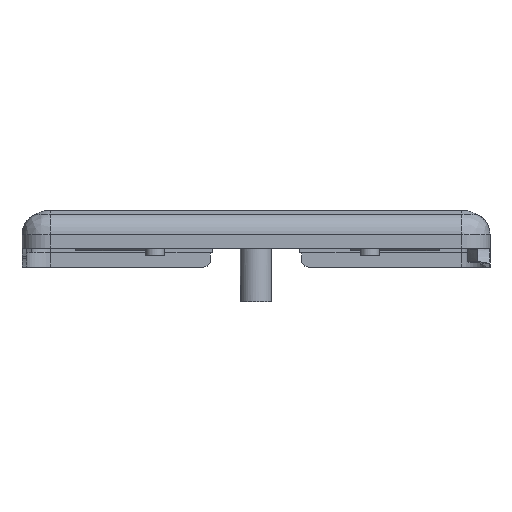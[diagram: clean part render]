
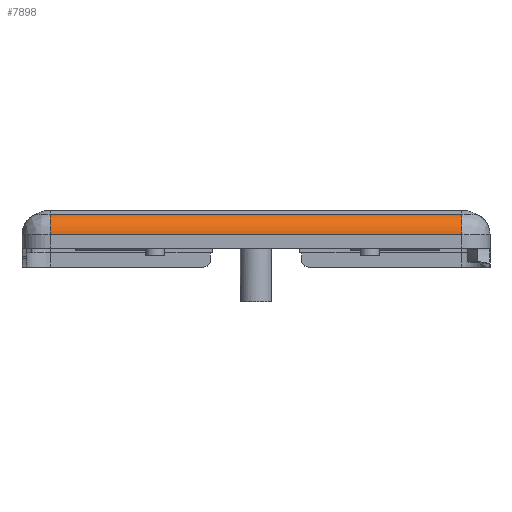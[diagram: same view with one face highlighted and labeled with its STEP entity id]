
A CAD part, front view. The second image highlights one B-rep face of the part: STEP entity #7898.
In plain terms, the highlighted cylindrical face has radius 3.5 mm (diameter 7 mm), a partial arc.
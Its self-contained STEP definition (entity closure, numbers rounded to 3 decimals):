
#463=CIRCLE('',#8596,3.5);
#464=CIRCLE('',#8598,3.5);
#581=CYLINDRICAL_SURFACE('',#8597,3.5);
#981=FACE_OUTER_BOUND('',#1464,.T.);
#1464=EDGE_LOOP('',(#7219,#7220,#7221,#7222));
#1840=LINE('',#11797,#2616);
#2162=LINE('',#15062,#2938);
#2616=VECTOR('',#9414,1000.);
#2938=VECTOR('',#10322,1000.);
#3425=VERTEX_POINT('',#11794);
#3426=VERTEX_POINT('',#11796);
#3711=VERTEX_POINT('',#15060);
#3712=VERTEX_POINT('',#15061);
#4287=EDGE_CURVE('',#3426,#3425,#1840,.T.);
#4764=EDGE_CURVE('',#3711,#3712,#2162,.T.);
#4962=EDGE_CURVE('',#3425,#3711,#463,.T.);
#4963=EDGE_CURVE('',#3426,#3712,#464,.T.);
#7219=ORIENTED_EDGE('',*,*,#4962,.T.);
#7220=ORIENTED_EDGE('',*,*,#4764,.T.);
#7221=ORIENTED_EDGE('',*,*,#4963,.F.);
#7222=ORIENTED_EDGE('',*,*,#4287,.T.);
#7898=ADVANCED_FACE('',(#981),#581,.T.);
#8596=AXIS2_PLACEMENT_3D('',#15796,#10750,#10751);
#8597=AXIS2_PLACEMENT_3D('',#15797,#10752,#10753);
#8598=AXIS2_PLACEMENT_3D('',#15798,#10754,#10755);
#9414=DIRECTION('',(1.,0.,0.));
#10322=DIRECTION('',(-1.,0.,0.));
#10750=DIRECTION('center_axis',(-1.,0.,0.));
#10751=DIRECTION('ref_axis',(0.,-1.,0.));
#10752=DIRECTION('center_axis',(1.,0.,0.));
#10753=DIRECTION('ref_axis',(0.,-0.828,0.561));
#10754=DIRECTION('center_axis',(-1.,0.,0.));
#10755=DIRECTION('ref_axis',(0.,-1.,0.));
#11794=CARTESIAN_POINT('',(-75.879,-60.509,59.324));
#11796=CARTESIAN_POINT('',(-140.983,-60.509,59.324));
#11797=CARTESIAN_POINT('',(-108.431,-60.509,59.324));
#15060=CARTESIAN_POINT('',(-75.879,-58.308,62.574));
#15061=CARTESIAN_POINT('',(-140.983,-58.308,62.574));
#15062=CARTESIAN_POINT('',(-108.431,-58.308,62.574));
#15796=CARTESIAN_POINT('Origin',(-75.879,-57.009,59.324));
#15797=CARTESIAN_POINT('Origin',(-108.431,-57.009,59.324));
#15798=CARTESIAN_POINT('Origin',(-140.983,-57.009,59.324));
